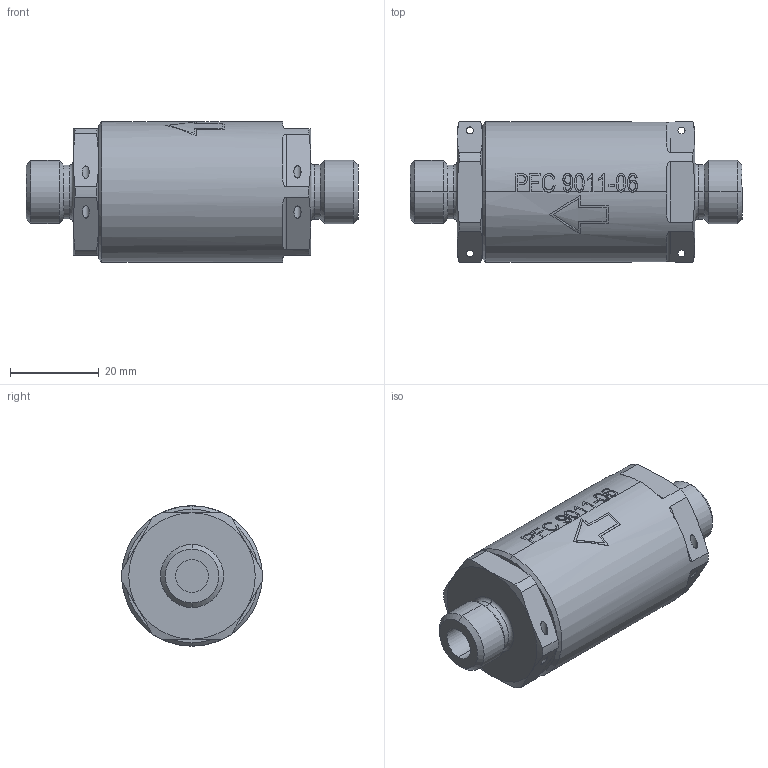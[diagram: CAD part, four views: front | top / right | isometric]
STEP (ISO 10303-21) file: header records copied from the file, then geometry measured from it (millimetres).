
FILE_DESCRIPTION (( 'STEP AP214' ), '1' );
FILE_NAME ('09011006_AS4320(JJ).STEP', '2015-06-30T19:56:39', ( '' ), ( '' ), 'SwSTEP 2.0', 'SolidWorks 2015', '' );
FILE_SCHEMA (( 'AUTOMOTIVE_DESIGN' ));
Length unit declared in the file: millimetre
Products named in the file (3): 090110610_AS4320(BODY); 09011006_AS4320(JJ); 090110612_AS4320(ADAPTER)
Assembly tree (2 placements, depth 2):
  09011006_AS4320(JJ)
    090110612_AS4320(ADAPTER)
    090110610_AS4320(BODY)
Bounding box: 75.01 x 31.74 x 31.7 mm (x, y, z)
Volume: 43771.2 mm3; surface area: 12118.2 mm2
Topology: 2 solids, 2 shells, 239 faces, 609 edges, 388 vertices
Faces by surface type: plane 79, bspline 61, cylinder 59, cone 30, torus 10
Entity records: 10649 total; most frequent: CARTESIAN_POINT 5248, ORIENTED_EDGE 1218, DIRECTION 923, EDGE_CURVE 609, VERTEX_POINT 388, AXIS2_PLACEMENT_3D 339, EDGE_LOOP 261, LINE 245
